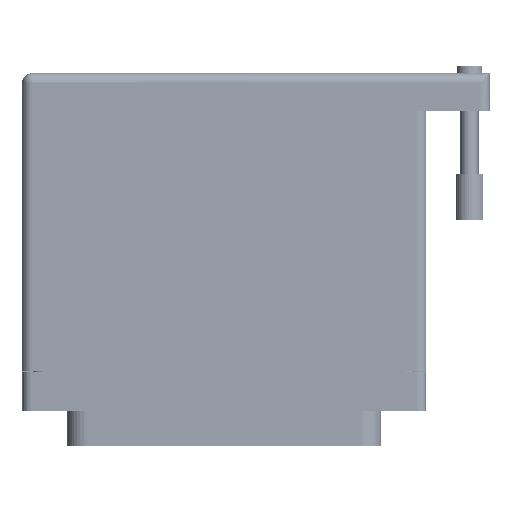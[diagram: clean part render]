
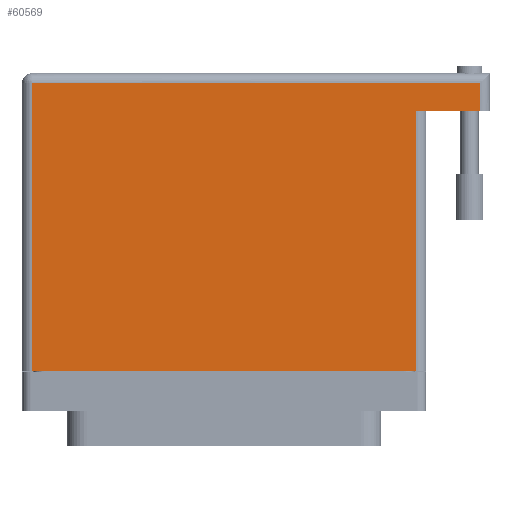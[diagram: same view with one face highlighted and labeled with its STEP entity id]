
A CAD part, front view. The second image highlights one B-rep face of the part: STEP entity #60569.
In plain terms, the highlighted face is planar.
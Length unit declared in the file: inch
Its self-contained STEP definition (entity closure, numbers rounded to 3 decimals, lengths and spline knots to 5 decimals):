
#64 = VERTEX_POINT ( 'NONE', #87266 ) ;
#4094 = VECTOR ( 'NONE', #11128, 39.37008 ) ;
#5471 = DIRECTION ( 'NONE',  ( -1., 0., 0. ) ) ;
#10621 = ORIENTED_EDGE ( 'NONE', *, *, #41835, .T. ) ;
#10775 = CARTESIAN_POINT ( 'NONE',  ( -1.3775, 1.93, 0.765 ) ) ;
#11128 = DIRECTION ( 'NONE',  ( -1., 0., 0. ) ) ;
#12400 = ORIENTED_EDGE ( 'NONE', *, *, #70248, .F. ) ;
#13115 = DIRECTION ( 'NONE',  ( 0., 1., 0. ) ) ;
#13173 = LINE ( 'NONE', #44621, #35616 ) ;
#13621 = CARTESIAN_POINT ( 'NONE',  ( 1.3075, 1.674, 0.765 ) ) ;
#14009 = AXIS2_PLACEMENT_3D ( 'NONE', #10775, #82563, #88763 ) ;
#15540 = CARTESIAN_POINT ( 'NONE',  ( 1.3075, -0.1, 0.765 ) ) ;
#15981 = VECTOR ( 'NONE', #13115, 39.37008 ) ;
#19752 = CARTESIAN_POINT ( 'NONE',  ( 1.3075, 1.674, 0.765 ) ) ;
#21194 = EDGE_CURVE ( 'NONE', #41754, #65005, #45226, .T. ) ;
#21613 = EDGE_LOOP ( 'NONE', ( #68055, #85250, #12400, #30285, #10621, #89953 ) ) ;
#23840 = DIRECTION ( 'NONE',  ( 0., -1., 0. ) ) ;
#25490 = EDGE_CURVE ( 'NONE', #47625, #41754, #49044, .T. ) ;
#26396 = VECTOR ( 'NONE', #5471, 39.37008 ) ;
#29888 = CARTESIAN_POINT ( 'NONE',  ( -1.3775, -0.1, 0.765 ) ) ;
#29894 = VECTOR ( 'NONE', #73056, 39.37008 ) ;
#30285 = ORIENTED_EDGE ( 'NONE', *, *, #46521, .T. ) ;
#32470 = PLANE ( 'NONE',  #14009 ) ;
#34015 = CARTESIAN_POINT ( 'NONE',  ( -1.3075, 1.86, 0.765 ) ) ;
#35616 = VECTOR ( 'NONE', #23840, 39.37008 ) ;
#41754 = VERTEX_POINT ( 'NONE', #15540 ) ;
#41835 = EDGE_CURVE ( 'NONE', #74704, #63560, #91581, .T. ) ;
#44621 = CARTESIAN_POINT ( 'NONE',  ( -1.3075, -0.1, 0.765 ) ) ;
#45226 = LINE ( 'NONE', #19752, #15981 ) ;
#46521 = EDGE_CURVE ( 'NONE', #64, #74704, #57237, .T. ) ;
#47625 = VERTEX_POINT ( 'NONE', #59842 ) ;
#49044 = LINE ( 'NONE', #29888, #29894 ) ;
#49429 = CARTESIAN_POINT ( 'NONE',  ( 1.7425, 1.86, 0.765 ) ) ;
#56925 = EDGE_CURVE ( 'NONE', #63560, #47625, #13173, .T. ) ;
#57237 = LINE ( 'NONE', #57778, #86277 ) ;
#57778 = CARTESIAN_POINT ( 'NONE',  ( 1.7425, 1.93, 0.765 ) ) ;
#59842 = CARTESIAN_POINT ( 'NONE',  ( -1.3075, -0.1, 0.765 ) ) ;
#60569 = ADVANCED_FACE ( 'NONE', ( #80806 ), #32470, .F. ) ;
#61125 = LINE ( 'NONE', #75983, #26396 ) ;
#63560 = VERTEX_POINT ( 'NONE', #34015 ) ;
#65005 = VERTEX_POINT ( 'NONE', #13621 ) ;
#68055 = ORIENTED_EDGE ( 'NONE', *, *, #25490, .T. ) ;
#70248 = EDGE_CURVE ( 'NONE', #64, #65005, #61125, .T. ) ;
#73056 = DIRECTION ( 'NONE',  ( 1., 0., 0. ) ) ;
#74704 = VERTEX_POINT ( 'NONE', #49429 ) ;
#75983 = CARTESIAN_POINT ( 'NONE',  ( 1.8125, 1.674, 0.765 ) ) ;
#79343 = DIRECTION ( 'NONE',  ( 0., 1., 0. ) ) ;
#80806 = FACE_OUTER_BOUND ( 'NONE', #21613, .T. ) ;
#82305 = CARTESIAN_POINT ( 'NONE',  ( -1.3775, 1.86, 0.765 ) ) ;
#82563 = DIRECTION ( 'NONE',  ( 0., 0., -1. ) ) ;
#85250 = ORIENTED_EDGE ( 'NONE', *, *, #21194, .T. ) ;
#86277 = VECTOR ( 'NONE', #79343, 39.37008 ) ;
#87266 = CARTESIAN_POINT ( 'NONE',  ( 1.7425, 1.674, 0.765 ) ) ;
#88763 = DIRECTION ( 'NONE',  ( -1., 0., 0. ) ) ;
#89953 = ORIENTED_EDGE ( 'NONE', *, *, #56925, .T. ) ;
#91581 = LINE ( 'NONE', #82305, #4094 ) ;
